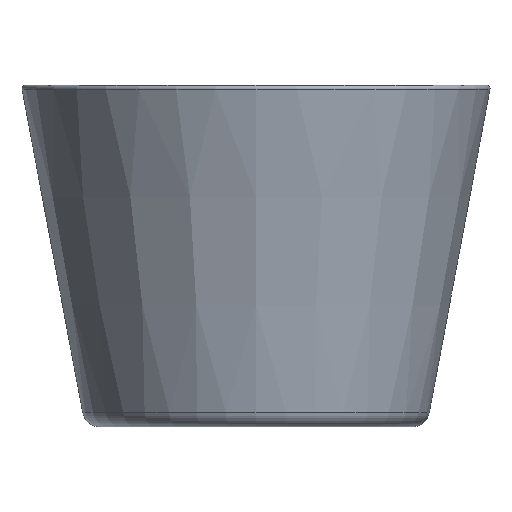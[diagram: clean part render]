
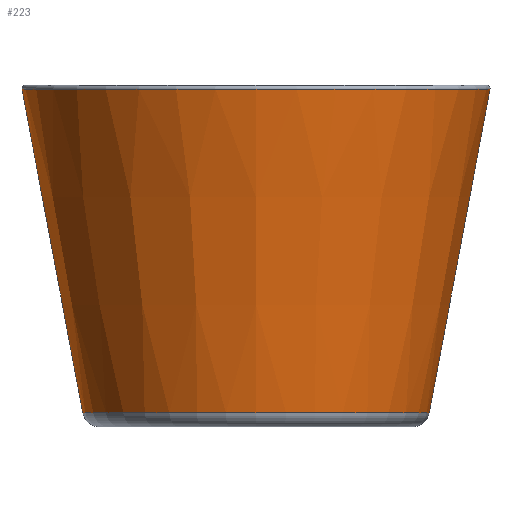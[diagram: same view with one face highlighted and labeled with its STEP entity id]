
A CAD part, front view. The second image highlights one B-rep face of the part: STEP entity #223.
In plain terms, the highlighted conical face has half-angle 10.62 degrees and reference radius 69.85 mm.
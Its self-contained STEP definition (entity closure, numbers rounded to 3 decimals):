
#33=LINE('',#386,#40);
#40=VECTOR('',#312,69.85);
#47=CONICAL_SURFACE('',#258,69.85,0.185);
#51=FACE_OUTER_BOUND('',#64,.T.);
#64=EDGE_LOOP('',(#171,#172,#173,#174,#175));
#89=CIRCLE('',#255,69.628);
#90=CIRCLE('',#256,69.628);
#92=CIRCLE('',#259,51.565);
#111=VERTEX_POINT('',#378);
#112=VERTEX_POINT('',#379);
#113=VERTEX_POINT('',#384);
#132=EDGE_CURVE('',#111,#112,#89,.T.);
#133=EDGE_CURVE('',#112,#111,#90,.T.);
#135=EDGE_CURVE('',#113,#113,#92,.T.);
#136=EDGE_CURVE('',#113,#112,#33,.T.);
#171=ORIENTED_EDGE('',*,*,#135,.F.);
#172=ORIENTED_EDGE('',*,*,#136,.T.);
#173=ORIENTED_EDGE('',*,*,#132,.F.);
#174=ORIENTED_EDGE('',*,*,#133,.F.);
#175=ORIENTED_EDGE('',*,*,#136,.F.);
#223=ADVANCED_FACE('',(#51),#47,.T.);
#255=AXIS2_PLACEMENT_3D('',#380,#302,#303);
#256=AXIS2_PLACEMENT_3D('',#381,#304,#305);
#258=AXIS2_PLACEMENT_3D('',#383,#308,#309);
#259=AXIS2_PLACEMENT_3D('',#385,#310,#311);
#302=DIRECTION('center_axis',(0.,0.,1.));
#303=DIRECTION('ref_axis',(-1.,0.,0.));
#304=DIRECTION('center_axis',(0.,0.,1.));
#305=DIRECTION('ref_axis',(-1.,0.,0.));
#308=DIRECTION('center_axis',(0.,0.,1.));
#309=DIRECTION('ref_axis',(1.,0.,0.));
#310=DIRECTION('center_axis',(0.,0.,-1.));
#311=DIRECTION('ref_axis',(-1.,0.,0.));
#312=DIRECTION('',(-0.184,0.,0.983));
#378=CARTESIAN_POINT('',(69.628,0.,-1.184));
#379=CARTESIAN_POINT('',(-69.628,0.,-1.184));
#380=CARTESIAN_POINT('Origin',(0.,0.,-1.184));
#381=CARTESIAN_POINT('Origin',(0.,0.,-1.184));
#383=CARTESIAN_POINT('Origin',(0.,0.,0.));
#384=CARTESIAN_POINT('',(-51.565,0.,-97.521));
#385=CARTESIAN_POINT('Origin',(0.,0.,-97.521));
#386=CARTESIAN_POINT('',(-69.85,0.,0.));
